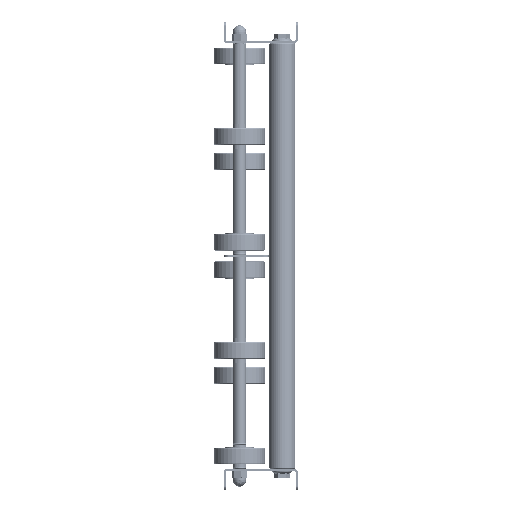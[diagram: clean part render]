
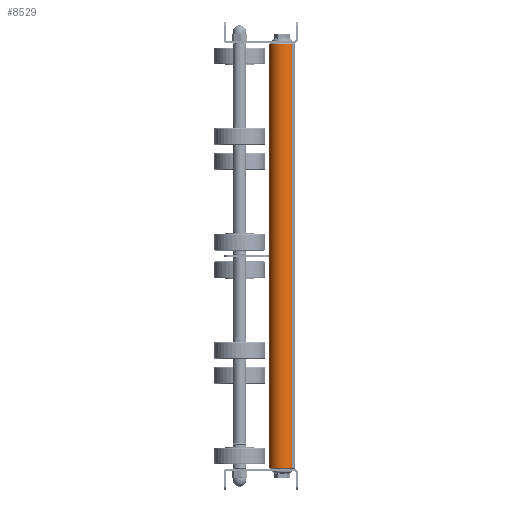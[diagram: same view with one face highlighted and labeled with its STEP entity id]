
A CAD part, left-side view. The second image highlights one B-rep face of the part: STEP entity #8529.
In plain terms, the highlighted cylindrical face has radius 12.5 mm (diameter 25 mm), a partial arc.
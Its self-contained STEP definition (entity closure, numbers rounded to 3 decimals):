
#625 = DIRECTION ( 'NONE',  ( -1., 0., 0. ) ) ;
#1757 = ORIENTED_EDGE ( 'NONE', *, *, #3211, .T. ) ;
#1781 = DIRECTION ( 'NONE',  ( 0., 0., -1. ) ) ;
#3211 = EDGE_CURVE ( 'NONE', #25099, #5036, #22142, .T. ) ;
#3254 = FACE_OUTER_BOUND ( 'NONE', #35697, .T. ) ;
#3390 = AXIS2_PLACEMENT_3D ( 'NONE', #19220, #19035, #24715 ) ;
#3847 = LINE ( 'NONE', #9886, #22951 ) ;
#4826 = VECTOR ( 'NONE', #26980, 1000. ) ;
#5036 = VERTEX_POINT ( 'NONE', #21035 ) ;
#5688 = LINE ( 'NONE', #11348, #4826 ) ;
#8529 = ADVANCED_FACE ( 'NONE', ( #3254 ), #23309, .T. ) ;
#9886 = CARTESIAN_POINT ( 'NONE',  ( 400., 0., -12.5 ) ) ;
#11206 = VERTEX_POINT ( 'NONE', #12753 ) ;
#11348 = CARTESIAN_POINT ( 'NONE',  ( 400., 0., 12.5 ) ) ;
#11754 = DIRECTION ( 'NONE',  ( -1., 0., 0. ) ) ;
#12232 = AXIS2_PLACEMENT_3D ( 'NONE', #19908, #11754, #34829 ) ;
#12753 = CARTESIAN_POINT ( 'NONE',  ( 1., 0., -12.5 ) ) ;
#13111 = CARTESIAN_POINT ( 'NONE',  ( 1., 0., 0. ) ) ;
#14050 = AXIS2_PLACEMENT_3D ( 'NONE', #13111, #19538, #1781 ) ;
#14402 = ORIENTED_EDGE ( 'NONE', *, *, #27529, .T. ) ;
#17047 = CARTESIAN_POINT ( 'NONE',  ( 1., 0., 12.5 ) ) ;
#18680 = EDGE_CURVE ( 'NONE', #5036, #19862, #5688, .T. ) ;
#19035 = DIRECTION ( 'NONE',  ( -1., 0., 0. ) ) ;
#19220 = CARTESIAN_POINT ( 'NONE',  ( 399., 0., 0. ) ) ;
#19538 = DIRECTION ( 'NONE',  ( 1., 0., 0. ) ) ;
#19862 = VERTEX_POINT ( 'NONE', #17047 ) ;
#19908 = CARTESIAN_POINT ( 'NONE',  ( 400., 0., 0. ) ) ;
#21035 = CARTESIAN_POINT ( 'NONE',  ( 399., 0., 12.5 ) ) ;
#22142 = CIRCLE ( 'NONE', #3390, 12.5 ) ;
#22951 = VECTOR ( 'NONE', #625, 1000. ) ;
#23309 = CYLINDRICAL_SURFACE ( 'NONE', #12232, 12.5 ) ;
#23850 = EDGE_CURVE ( 'NONE', #25099, #11206, #3847, .T. ) ;
#24715 = DIRECTION ( 'NONE',  ( 0., 0., -1. ) ) ;
#25099 = VERTEX_POINT ( 'NONE', #28864 ) ;
#26980 = DIRECTION ( 'NONE',  ( -1., 0., 0. ) ) ;
#27338 = CIRCLE ( 'NONE', #14050, 12.5 ) ;
#27529 = EDGE_CURVE ( 'NONE', #19862, #11206, #27338, .T. ) ;
#28864 = CARTESIAN_POINT ( 'NONE',  ( 399., 0., -12.5 ) ) ;
#30443 = ORIENTED_EDGE ( 'NONE', *, *, #18680, .T. ) ;
#34829 = DIRECTION ( 'NONE',  ( 0., 0., 1. ) ) ;
#35697 = EDGE_LOOP ( 'NONE', ( #35991, #1757, #30443, #14402 ) ) ;
#35991 = ORIENTED_EDGE ( 'NONE', *, *, #23850, .F. ) ;
